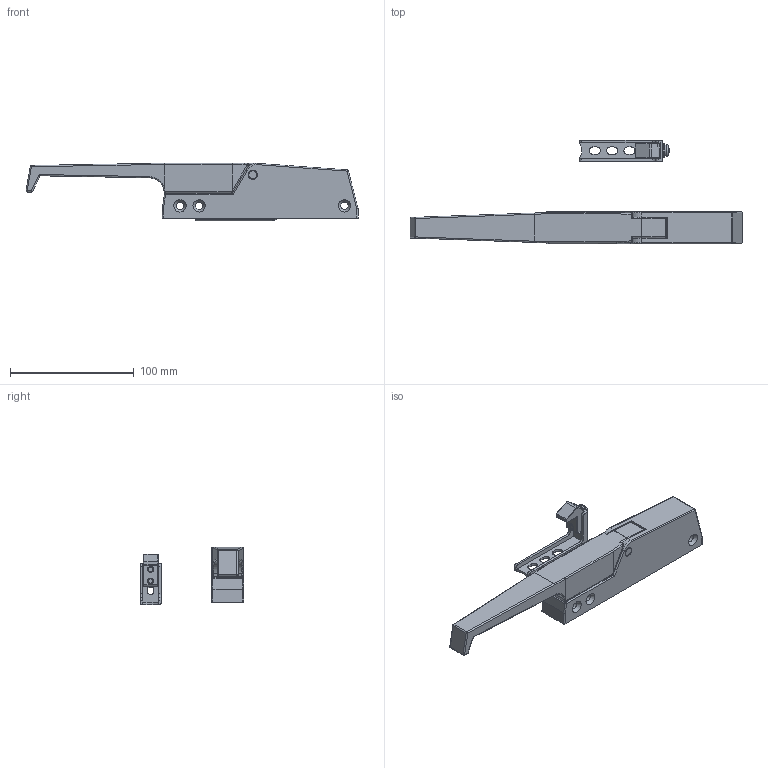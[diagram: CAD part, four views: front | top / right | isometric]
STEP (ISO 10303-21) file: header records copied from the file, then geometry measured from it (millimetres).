
FILE_DESCRIPTION(/* description */ (''),/* implementation_level */ '2;1');
FILE_NAME(/* name */ 'DR_D-401.stp',/* time_stamp */ '2022-09-12T10:34:19+09:00',/* author */ ('user'),/* organization */ (''),/* preprocessor_version */ 'ST-DEVELOPER v15.6',/* originating_system */ 'Autodesk Inventor 2015',/* authorisation */ '');
FILE_SCHEMA (('AUTOMOTIVE_DESIGN { 1 0 10303 214 3 1 1 }'));
Length unit declared in the file: millimetre
Products named in the file (7): DR_D-401-H; DR_D-401-CP; DR_D-401; D-401-C; ISO 7045 - M5 x 12 - 4.8 - HISO; ANSI B18.22M - 5 N
Bounding box: 268.53 x 83.88 x 46.24 mm (x, y, z)
Volume: 137156.4 mm3; surface area: 61550.4 mm2
Topology: 8 solids, 8 shells, 468 faces, 1145 edges, 705 vertices
Faces by surface type: plane 238, cylinder 141, cone 30, torus 24, sphere 19, bspline 16
Full cylindrical faces by diameter (mm): 3.5 x2, 4.567 x2, 5 x2, 5.5 x1, 5.6 x2, 5.7 x2, 6 x4, 6.5 x2, 7.5 x2, 11 x2, 16 x1
Entity records: 13354 total; most frequent: CARTESIAN_POINT 3020, DIRECTION 2185, ORIENTED_EDGE 2040, EDGE_CURVE 1020, AXIS2_PLACEMENT_3D 773, LINE 639, VECTOR 639, VERTEX_POINT 632
